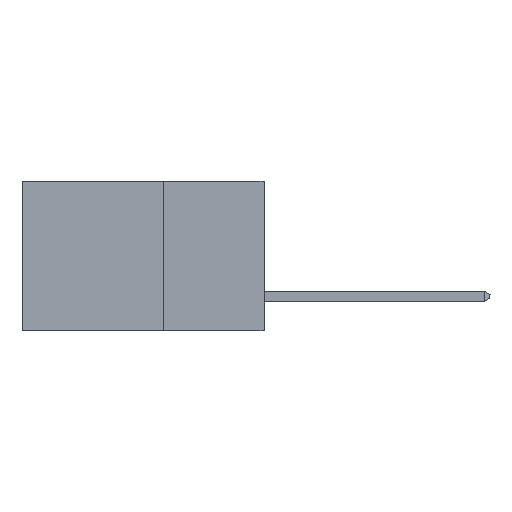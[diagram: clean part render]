
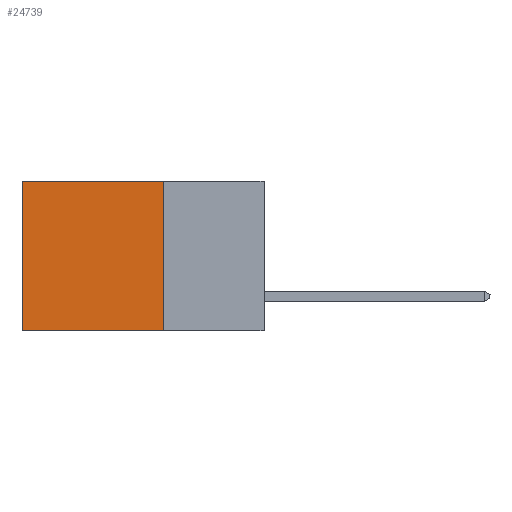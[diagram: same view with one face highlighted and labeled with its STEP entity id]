
A CAD part, left-side view. The second image highlights one B-rep face of the part: STEP entity #24739.
In plain terms, the highlighted planar face has unit normal (-1, 0, 0).
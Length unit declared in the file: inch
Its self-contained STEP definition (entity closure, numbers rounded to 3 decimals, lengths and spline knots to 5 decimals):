
#443 = VECTOR ( 'NONE', #5600, 39.37008 ) ;
#720 = ORIENTED_EDGE ( 'NONE', *, *, #4167, .T. ) ;
#1645 = EDGE_CURVE ( 'NONE', #11799, #20696, #25628, .T. ) ;
#2960 = CARTESIAN_POINT ( 'NONE',  ( 0.298, 0.25, 0. ) ) ;
#3780 = CARTESIAN_POINT ( 'NONE',  ( 0.298, 0.6, 0. ) ) ;
#4167 = EDGE_CURVE ( 'NONE', #16859, #20696, #18297, .T. ) ;
#4976 = ORIENTED_EDGE ( 'NONE', *, *, #21689, .T. ) ;
#5600 = DIRECTION ( 'NONE',  ( 0., 0., -1. ) ) ;
#6151 = CARTESIAN_POINT ( 'NONE',  ( 0.298, 0.6, 0. ) ) ;
#8698 = CARTESIAN_POINT ( 'NONE',  ( 0.298, 0.6, -0.37 ) ) ;
#9213 = DIRECTION ( 'NONE',  ( 0., 0., -1. ) ) ;
#9503 = DIRECTION ( 'NONE',  ( 0., 1., 0. ) ) ;
#9672 = ORIENTED_EDGE ( 'NONE', *, *, #1645, .F. ) ;
#9846 = LINE ( 'NONE', #2960, #12610 ) ;
#10089 = CARTESIAN_POINT ( 'NONE',  ( 0.298, 0.25, -0.37 ) ) ;
#11799 = VERTEX_POINT ( 'NONE', #22745 ) ;
#12395 = CARTESIAN_POINT ( 'NONE',  ( 0.298, 0.25, 0. ) ) ;
#12610 = VECTOR ( 'NONE', #9503, 39.37008 ) ;
#14452 = VECTOR ( 'NONE', #23948, 39.37008 ) ;
#14983 = CARTESIAN_POINT ( 'NONE',  ( 0.298, 0.25, 0. ) ) ;
#15065 = AXIS2_PLACEMENT_3D ( 'NONE', #20320, #20704, #9213 ) ;
#16859 = VERTEX_POINT ( 'NONE', #3780 ) ;
#17305 = VECTOR ( 'NONE', #20983, 39.37008 ) ;
#17548 = VERTEX_POINT ( 'NONE', #14983 ) ;
#17950 = FACE_OUTER_BOUND ( 'NONE', #22277, .T. ) ;
#18297 = LINE ( 'NONE', #6151, #14452 ) ;
#20154 = EDGE_CURVE ( 'NONE', #17548, #11799, #20927, .T. ) ;
#20320 = CARTESIAN_POINT ( 'NONE',  ( 0.298, 0.25, 0. ) ) ;
#20696 = VERTEX_POINT ( 'NONE', #8698 ) ;
#20704 = DIRECTION ( 'NONE',  ( 1., 0., 0. ) ) ;
#20927 = LINE ( 'NONE', #12395, #443 ) ;
#20983 = DIRECTION ( 'NONE',  ( 0., 1., 0. ) ) ;
#21689 = EDGE_CURVE ( 'NONE', #17548, #16859, #9846, .T. ) ;
#22277 = EDGE_LOOP ( 'NONE', ( #720, #9672, #24204, #4976 ) ) ;
#22745 = CARTESIAN_POINT ( 'NONE',  ( 0.298, 0.25, -0.37 ) ) ;
#23948 = DIRECTION ( 'NONE',  ( 0., 0., -1. ) ) ;
#24204 = ORIENTED_EDGE ( 'NONE', *, *, #20154, .F. ) ;
#24739 = ADVANCED_FACE ( 'NONE', ( #17950 ), #24773, .F. ) ;
#24773 = PLANE ( 'NONE',  #15065 ) ;
#25628 = LINE ( 'NONE', #10089, #17305 ) ;
